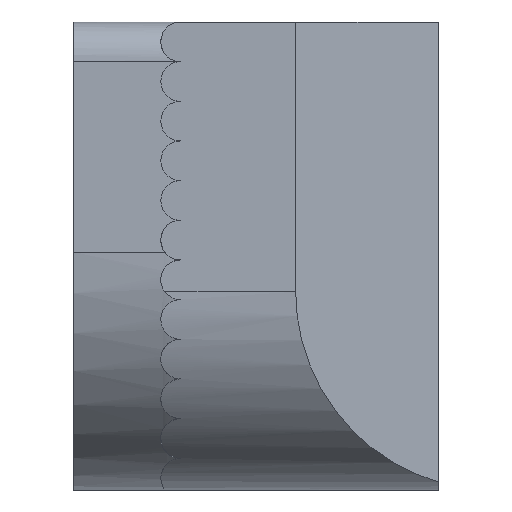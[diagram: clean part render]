
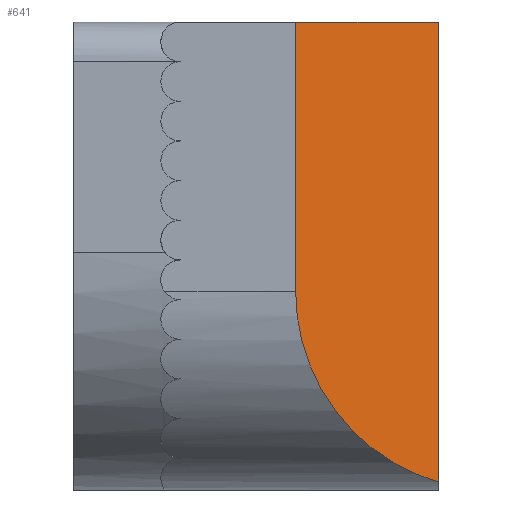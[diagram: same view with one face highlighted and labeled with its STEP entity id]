
A CAD part, left-side view. The second image highlights one B-rep face of the part: STEP entity #641.
In plain terms, the highlighted planar face has unit normal (-0.707, -0.707, 0).
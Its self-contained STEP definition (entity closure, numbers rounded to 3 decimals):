
#17 = DIRECTION ( 'NONE',  ( 0., 0., -1. ) ) ;
#18 = CARTESIAN_POINT ( 'NONE',  ( -5.15, -1.7, 2.95 ) ) ;
#32 = CARTESIAN_POINT ( 'NONE',  ( -4.458, -2.392, -2.527 ) ) ;
#36 = CARTESIAN_POINT ( 'NONE',  ( -5.15, -1.7, -1.604 ) ) ;
#38 = CARTESIAN_POINT ( 'NONE',  ( -5.15, -1.7, -0.45 ) ) ;
#39 = CARTESIAN_POINT ( 'NONE',  ( -3.35, -3.5, -2.85 ) ) ;
#71 = CARTESIAN_POINT ( 'NONE',  ( -5.15, -1.7, 2.95 ) ) ;
#72 = DIRECTION ( 'NONE',  ( 0.707, -0.707, 0. ) ) ;
#178 = AXIS2_PLACEMENT_3D ( 'NONE', #582, #587, #588 ) ;
#392 = EDGE_CURVE ( 'NONE', #1390, #1301, #1107, .T. ) ;
#421 = EDGE_CURVE ( 'NONE', #1352, #1230, #1629, .T. ) ;
#422 = EDGE_CURVE ( 'NONE', #1230, #1301, #741, .T. ) ;
#448 = EDGE_CURVE ( 'NONE', #1352, #1390, #1873, .T. ) ;
#582 = CARTESIAN_POINT ( 'NONE',  ( -5.15, -1.7, 2.95 ) ) ;
#585 = PLANE ( 'NONE',  #178 ) ;
#587 = DIRECTION ( 'NONE',  ( 0.707, 0.707, 0. ) ) ;
#588 = DIRECTION ( 'NONE',  ( -0.707, 0.707, 0. ) ) ;
#641 = ADVANCED_FACE ( 'NONE', ( #1862 ), #585, .F. ) ;
#741 =( BOUNDED_CURVE ( )  B_SPLINE_CURVE ( 3, ( #38, #36, #32, #39 ),
 .UNSPECIFIED., .F., .T. ) 
 B_SPLINE_CURVE_WITH_KNOTS ( ( 4, 4 ),
 ( 0., 1.287 ),
 .UNSPECIFIED. ) 
 CURVE ( )  GEOMETRIC_REPRESENTATION_ITEM ( )  RATIONAL_B_SPLINE_CURVE ( ( 1., 0.867, 0.867, 1. ) ) 
 REPRESENTATION_ITEM ( '' )  );
#1036 = EDGE_LOOP ( 'NONE', ( #1290, #1533, #1623, #1486 ) ) ;
#1107 = LINE ( 'NONE', #2177, #1250 ) ;
#1230 = VERTEX_POINT ( 'NONE', #2343 ) ;
#1250 = VECTOR ( 'NONE', #2179, 1000. ) ;
#1290 = ORIENTED_EDGE ( 'NONE', *, *, #421, .T. ) ;
#1301 = VERTEX_POINT ( 'NONE', #2358 ) ;
#1352 = VERTEX_POINT ( 'NONE', #2357 ) ;
#1390 = VERTEX_POINT ( 'NONE', #2362 ) ;
#1486 = ORIENTED_EDGE ( 'NONE', *, *, #448, .F. ) ;
#1533 = ORIENTED_EDGE ( 'NONE', *, *, #422, .T. ) ;
#1623 = ORIENTED_EDGE ( 'NONE', *, *, #392, .F. ) ;
#1629 = LINE ( 'NONE', #18, #1737 ) ;
#1737 = VECTOR ( 'NONE', #17, 1000. ) ;
#1862 = FACE_OUTER_BOUND ( 'NONE', #1036, .T. ) ;
#1873 = LINE ( 'NONE', #71, #1940 ) ;
#1940 = VECTOR ( 'NONE', #72, 1000. ) ;
#2177 = CARTESIAN_POINT ( 'NONE',  ( -3.35, -3.5, 2.95 ) ) ;
#2179 = DIRECTION ( 'NONE',  ( 0., 0., -1. ) ) ;
#2343 = CARTESIAN_POINT ( 'NONE',  ( -5.15, -1.7, -0.45 ) ) ;
#2357 = CARTESIAN_POINT ( 'NONE',  ( -5.15, -1.7, 2.95 ) ) ;
#2358 = CARTESIAN_POINT ( 'NONE',  ( -3.35, -3.5, -2.85 ) ) ;
#2362 = CARTESIAN_POINT ( 'NONE',  ( -3.35, -3.5, 2.95 ) ) ;
